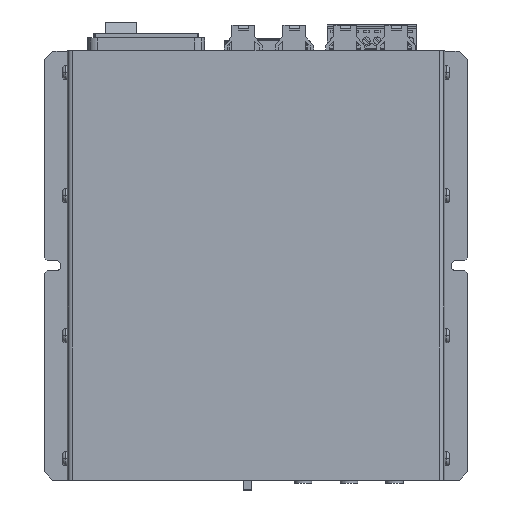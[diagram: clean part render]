
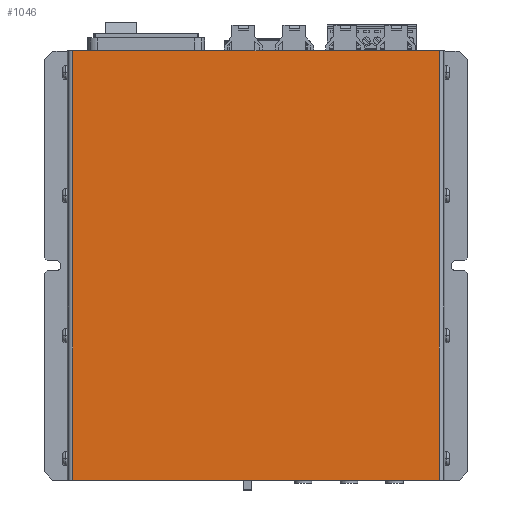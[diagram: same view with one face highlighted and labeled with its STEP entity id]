
A CAD part, top view. The second image highlights one B-rep face of the part: STEP entity #1046.
In plain terms, the highlighted planar face has unit normal (0, 0, 1).
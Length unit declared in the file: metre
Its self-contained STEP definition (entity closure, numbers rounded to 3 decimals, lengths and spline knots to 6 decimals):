
#1046=ADVANCED_FACE('0:17176',(#3637),#3638,.T.);
#3637=FACE_OUTER_BOUND('',#6924,.T.);
#3638=PLANE('',#6925);
#6924=EDGE_LOOP('',(#15991,#15992,#15993,#15994));
#6925=AXIS2_PLACEMENT_3D('',#15995,#15996,#15997);
#15991=ORIENTED_EDGE('',*,*,#22072,.F.);
#15992=ORIENTED_EDGE('',*,*,#24352,.F.);
#15993=ORIENTED_EDGE('',*,*,#22068,.F.);
#15994=ORIENTED_EDGE('',*,*,#24353,.F.);
#15995=CARTESIAN_POINT('',(0.0,0.0,0.05));
#15996=DIRECTION('',(0.0,0.0,1.0));
#15997=DIRECTION('',(1.0,0.0,0.0));
#22068=EDGE_CURVE('0:20170',#26844,#26846,#26847,.T.);
#22072=EDGE_CURVE('0:20158',#26852,#26854,#26855,.T.);
#24352=EDGE_CURVE('0:25309',#26846,#26852,#30513,.T.);
#24353=EDGE_CURVE('0:25312',#26854,#26844,#30514,.T.);
#26844=VERTEX_POINT('',#34215);
#26846=VERTEX_POINT('',#34217);
#26847=LINE('',#34218,#34219);
#26852=VERTEX_POINT('',#34225);
#26854=VERTEX_POINT('',#34227);
#26855=LINE('',#34228,#34229);
#30513=LINE('',#39653,#39654);
#30514=LINE('',#39655,#39656);
#34215=CARTESIAN_POINT('',(-0.064,-0.075,0.05));
#34217=CARTESIAN_POINT('',(-0.064,0.075,0.05));
#34218=CARTESIAN_POINT('',(-0.064,0.0,0.05));
#34219=VECTOR('',#44656,1.0);
#34225=CARTESIAN_POINT('',(0.064,0.075,0.05));
#34227=CARTESIAN_POINT('',(0.064,-0.075,0.05));
#34228=CARTESIAN_POINT('',(0.064,0.0,0.05));
#34229=VECTOR('',#44664,1.0);
#39653=CARTESIAN_POINT('',(-0.066,0.075,0.05));
#39654=VECTOR('',#48273,1.0);
#39655=CARTESIAN_POINT('',(0.066,-0.075,0.05));
#39656=VECTOR('',#48274,1.0);
#44656=DIRECTION('',(0.0,1.0,-0.0));
#44664=DIRECTION('',(0.0,-1.0,0.0));
#48273=DIRECTION('',(1.0,0.0,0.0));
#48274=DIRECTION('',(-1.0,0.0,0.0));
